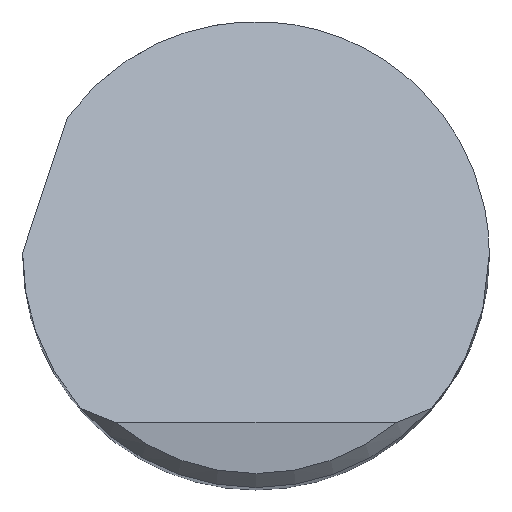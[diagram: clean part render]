
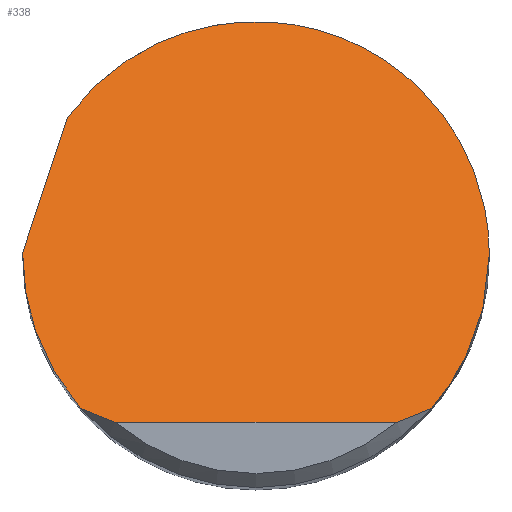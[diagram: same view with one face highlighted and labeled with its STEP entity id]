
A CAD part, top view. The second image highlights one B-rep face of the part: STEP entity #338.
In plain terms, the highlighted planar face has unit normal (0, 0.707, 0.707).
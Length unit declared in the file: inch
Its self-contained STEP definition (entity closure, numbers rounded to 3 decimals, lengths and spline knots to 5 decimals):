
#16 = ORIENTED_EDGE ( 'NONE', *, *, #688, .F. ) ;
#32 = CARTESIAN_POINT ( 'NONE',  ( -0.18782, -0.165, 2.485 ) ) ;
#44 = CARTESIAN_POINT ( 'NONE',  ( -0.18782, -0.165, 2.485 ) ) ;
#90 = ORIENTED_EDGE ( 'NONE', *, *, #714, .F. ) ;
#92 = DIRECTION ( 'NONE',  ( 0., -0.707, -0.707 ) ) ;
#123 = CARTESIAN_POINT ( 'NONE',  ( 0.17589, -0.1704, 2.4904 ) ) ;
#135 = DIRECTION ( 'NONE',  ( 1., 0., 0. ) ) ;
#149 = ORIENTED_EDGE ( 'NONE', *, *, #497, .F. ) ;
#161 = CARTESIAN_POINT ( 'NONE',  ( -0.02903, 0.38443, 1.93557 ) ) ;
#162 = CARTESIAN_POINT ( 'NONE',  ( 0.25, 0., 2.32 ) ) ;
#185 = CARTESIAN_POINT ( 'NONE',  ( -0.16367, -0.17542, 2.49542 ) ) ;
#201 = VERTEX_POINT ( 'NONE', #555 ) ;
#208 = EDGE_CURVE ( 'NONE', #201, #725, #342, .T. ) ;
#229 = FACE_OUTER_BOUND ( 'NONE', #413, .T. ) ;
#242 = EDGE_CURVE ( 'NONE', #631, #348, #521, .T. ) ;
#279 = B_SPLINE_CURVE_WITH_KNOTS ( 'NONE', 3,
 ( #723, #374, #123, #718 ),
 .UNSPECIFIED., .F., .F.,
 ( 4, 4 ),
 ( 0., 0.00108 ),
 .UNSPECIFIED. ) ;
#288 = CARTESIAN_POINT ( 'NONE',  ( 0.25, 0.29348, 2.02652 ) ) ;
#294 = CARTESIAN_POINT ( 'NONE',  ( 0.25, 0., 2.32 ) ) ;
#297 = CARTESIAN_POINT ( 'NONE',  ( -0.20198, 0.14732, 2.17268 ) ) ;
#302 = VERTEX_POINT ( 'NONE', #162 ) ;
#309 = DIRECTION ( 'NONE',  ( 0., 0.707, -0.707 ) ) ;
#316 = VECTOR ( 'NONE', #481, 39.37008 ) ;
#321 = EDGE_CURVE ( 'NONE', #434, #631, #575, .T. ) ;
#332 = CARTESIAN_POINT ( 'NONE',  ( 0.25, 0., 2.32 ) ) ;
#338 = ADVANCED_FACE ( 'NONE', ( #229 ), #711, .F. ) ;
#342 = LINE ( 'NONE', #344, #408 ) ;
#344 = CARTESIAN_POINT ( 'NONE',  ( 0., -0.18, 2.5 ) ) ;
#348 = VERTEX_POINT ( 'NONE', #834 ) ;
#369 = AXIS2_PLACEMENT_3D ( 'NONE', #708, #92, #309 ) ;
#374 = CARTESIAN_POINT ( 'NONE',  ( 0.16367, -0.17542, 2.49542 ) ) ;
#385 = CARTESIAN_POINT ( 'NONE',  ( -0.15108, -0.18, 2.5 ) ) ;
#390 = CARTESIAN_POINT ( 'NONE',  ( 0.18782, -0.165, 2.485 ) ) ;
#407 = CARTESIAN_POINT ( 'NONE',  ( -0.24999, 0.002, 2.318 ) ) ;
#408 = VECTOR ( 'NONE', #135, 39.37008 ) ;
#413 = EDGE_LOOP ( 'NONE', ( #635, #446, #149, #16, #90, #691, #485, #752 ) ) ;
#419 = CARTESIAN_POINT ( 'NONE',  ( -0.25, 0., 2.32 ) ) ;
#426 = CARTESIAN_POINT ( 'NONE',  ( -0.25, -0.06141, 2.38141 ) ) ;
#434 = VERTEX_POINT ( 'NONE', #750 ) ;
#446 = ORIENTED_EDGE ( 'NONE', *, *, #842, .T. ) ;
#481 = DIRECTION ( 'NONE',  ( 0.227, 0.689, -0.689 ) ) ;
#485 = ORIENTED_EDGE ( 'NONE', *, *, #321, .F. ) ;
#497 = EDGE_CURVE ( 'NONE', #302, #775, #606, .T. ) ;
#521 =( BOUNDED_CURVE ( )  B_SPLINE_CURVE ( 3, ( #673, #812, #824, #407 ),
 .UNSPECIFIED., .F., .F. ) 
 B_SPLINE_CURVE_WITH_KNOTS ( ( 4, 4 ),
 ( 4.71239, 4.72039 ),
 .UNSPECIFIED. ) 
 CURVE ( )  GEOMETRIC_REPRESENTATION_ITEM ( )  RATIONAL_B_SPLINE_CURVE ( ( 1., 1., 1., 1. ) ) 
 REPRESENTATION_ITEM ( '' )  );
#555 = CARTESIAN_POINT ( 'NONE',  ( -0.15108, -0.18, 2.5 ) ) ;
#560 = LINE ( 'NONE', #828, #316 ) ;
#575 =( BOUNDED_CURVE ( )  B_SPLINE_CURVE ( 3, ( #32, #695, #426, #419 ),
 .UNSPECIFIED., .F., .T. ) 
 B_SPLINE_CURVE_WITH_KNOTS ( ( 4, 4 ),
 ( 3.99157, 4.71239 ),
 .UNSPECIFIED. ) 
 CURVE ( )  GEOMETRIC_REPRESENTATION_ITEM ( )  RATIONAL_B_SPLINE_CURVE ( ( 1., 0.957, 0.957, 1. ) ) 
 REPRESENTATION_ITEM ( '' )  );
#578 = CARTESIAN_POINT ( 'NONE',  ( -0.20198, 0.14732, 2.17268 ) ) ;
#606 =( BOUNDED_CURVE ( )  B_SPLINE_CURVE ( 3, ( #332, #797, #680, #390 ),
 .UNSPECIFIED., .F., .F. ) 
 B_SPLINE_CURVE_WITH_KNOTS ( ( 4, 4 ),
 ( 1.5708, 2.29162 ),
 .UNSPECIFIED. ) 
 CURVE ( )  GEOMETRIC_REPRESENTATION_ITEM ( )  RATIONAL_B_SPLINE_CURVE ( ( 1., 0.957, 0.957, 1. ) ) 
 REPRESENTATION_ITEM ( '' )  );
#609 = B_SPLINE_CURVE_WITH_KNOTS ( 'NONE', 3,
 ( #44, #792, #185, #385 ),
 .UNSPECIFIED., .F., .F.,
 ( 4, 4 ),
 ( 0., 0.00108 ),
 .UNSPECIFIED. ) ;
#631 = VERTEX_POINT ( 'NONE', #678 ) ;
#635 = ORIENTED_EDGE ( 'NONE', *, *, #208, .T. ) ;
#661 = CARTESIAN_POINT ( 'NONE',  ( 0.18782, -0.165, 2.485 ) ) ;
#666 =( BOUNDED_CURVE ( )  B_SPLINE_CURVE ( 3, ( #297, #161, #288, #294 ),
 .UNSPECIFIED., .F., .T. ) 
 B_SPLINE_CURVE_WITH_KNOTS ( ( 4, 4 ),
 ( 5.34257, 7.85398 ),
 .UNSPECIFIED. ) 
 CURVE ( )  GEOMETRIC_REPRESENTATION_ITEM ( )  RATIONAL_B_SPLINE_CURVE ( ( 1., 0.54, 0.54, 1. ) ) 
 REPRESENTATION_ITEM ( '' )  );
#673 = CARTESIAN_POINT ( 'NONE',  ( -0.25, 0., 2.32 ) ) ;
#678 = CARTESIAN_POINT ( 'NONE',  ( -0.25, 0., 2.32 ) ) ;
#680 = CARTESIAN_POINT ( 'NONE',  ( 0.22834, -0.11887, 2.43887 ) ) ;
#688 = EDGE_CURVE ( 'NONE', #815, #302, #666, .T. ) ;
#691 = ORIENTED_EDGE ( 'NONE', *, *, #242, .F. ) ;
#695 = CARTESIAN_POINT ( 'NONE',  ( -0.22834, -0.11887, 2.43887 ) ) ;
#708 = CARTESIAN_POINT ( 'NONE',  ( -0.25, -0.18, 2.5 ) ) ;
#711 = PLANE ( 'NONE',  #369 ) ;
#714 = EDGE_CURVE ( 'NONE', #348, #815, #560, .T. ) ;
#718 = CARTESIAN_POINT ( 'NONE',  ( 0.18782, -0.165, 2.485 ) ) ;
#723 = CARTESIAN_POINT ( 'NONE',  ( 0.15108, -0.18, 2.5 ) ) ;
#725 = VERTEX_POINT ( 'NONE', #833 ) ;
#750 = CARTESIAN_POINT ( 'NONE',  ( -0.18782, -0.165, 2.485 ) ) ;
#752 = ORIENTED_EDGE ( 'NONE', *, *, #858, .T. ) ;
#775 = VERTEX_POINT ( 'NONE', #661 ) ;
#792 = CARTESIAN_POINT ( 'NONE',  ( -0.17589, -0.1704, 2.4904 ) ) ;
#797 = CARTESIAN_POINT ( 'NONE',  ( 0.25, -0.06141, 2.38141 ) ) ;
#812 = CARTESIAN_POINT ( 'NONE',  ( -0.25, 0.00067, 2.31933 ) ) ;
#815 = VERTEX_POINT ( 'NONE', #578 ) ;
#824 = CARTESIAN_POINT ( 'NONE',  ( -0.25, 0.00133, 2.31867 ) ) ;
#828 = CARTESIAN_POINT ( 'NONE',  ( -0.30701, -0.17058, 2.49058 ) ) ;
#833 = CARTESIAN_POINT ( 'NONE',  ( 0.15108, -0.18, 2.5 ) ) ;
#834 = CARTESIAN_POINT ( 'NONE',  ( -0.24999, 0.002, 2.318 ) ) ;
#842 = EDGE_CURVE ( 'NONE', #725, #775, #279, .T. ) ;
#858 = EDGE_CURVE ( 'NONE', #434, #201, #609, .T. ) ;
